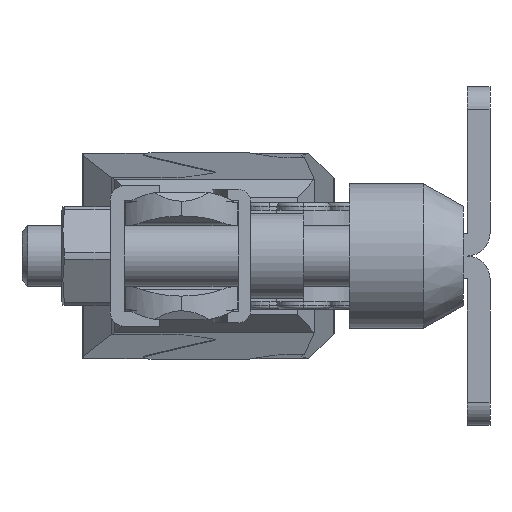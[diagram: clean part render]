
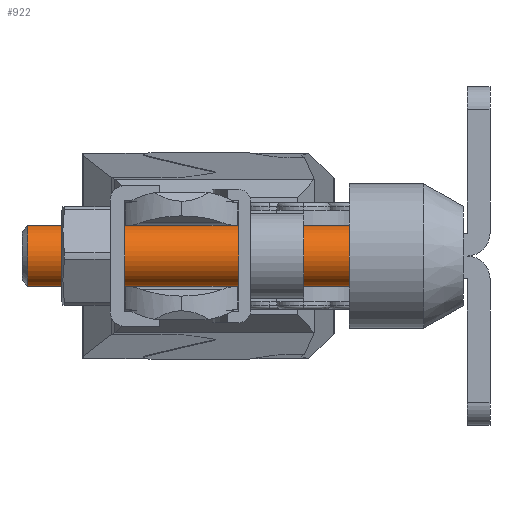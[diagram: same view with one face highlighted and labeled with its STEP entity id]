
A CAD part, left-side view. The second image highlights one B-rep face of the part: STEP entity #922.
In plain terms, the highlighted cylindrical face has radius 4 mm (diameter 8 mm), a partial arc.
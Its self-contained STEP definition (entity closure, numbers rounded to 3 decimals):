
#922=ADVANCED_FACE('NONE',(#1926),#1927,.T.);
#1926=FACE_OUTER_BOUND('',#3173,.T.);
#1927=CYLINDRICAL_SURFACE('',#3174,4.0);
#3173=EDGE_LOOP('',(#6031,#6032,#6033,#6034));
#3174=AXIS2_PLACEMENT_3D('',#6035,#6036,#6037);
#6031=ORIENTED_EDGE('',*,*,#7475,.F.);
#6032=ORIENTED_EDGE('',*,*,#7509,.T.);
#6033=ORIENTED_EDGE('',*,*,#7477,.T.);
#6034=ORIENTED_EDGE('',*,*,#7511,.T.);
#6035=CARTESIAN_POINT('',(-33.0,11.2,0.0));
#6036=DIRECTION('',(0.0,1.0,0.0));
#6037=DIRECTION('',(0.0,0.0,-1.0));
#7475=EDGE_CURVE('NONE',#9120,#9122,#9123,.T.);
#7477=EDGE_CURVE('NONE',#9119,#9124,#9126,.T.);
#7509=EDGE_CURVE('NONE',#9120,#9119,#9170,.T.);
#7511=EDGE_CURVE('NONE',#9124,#9122,#9172,.T.);
#9119=VERTEX_POINT('NONE',#12009);
#9120=VERTEX_POINT('NONE',#12010);
#9122=VERTEX_POINT('NONE',#12012);
#9123=LINE('',#12013,#12014);
#9124=VERTEX_POINT('NONE',#12015);
#9126=LINE('',#12017,#12018);
#9170=CIRCLE('',#12070,4.0);
#9172=CIRCLE('',#12072,4.0);
#12009=CARTESIAN_POINT('',(-33.0,60.733,-4.));
#12010=CARTESIAN_POINT('',(-33.0,60.733,4.));
#12012=CARTESIAN_POINT('',(-33.0,16.5,4.0));
#12013=CARTESIAN_POINT('',(-33.0,11.2,4.0));
#12014=VECTOR('',#13568,1000.0);
#12015=CARTESIAN_POINT('',(-33.0,16.5,-4.0));
#12017=CARTESIAN_POINT('',(-33.0,11.2,-4.0));
#12018=VECTOR('',#13572,1000.0);
#12070=AXIS2_PLACEMENT_3D('',#13617,#13618,#13619);
#12072=AXIS2_PLACEMENT_3D('',#13620,#13621,#13622);
#13568=DIRECTION('',(0.0,-1.0,0.0));
#13572=DIRECTION('',(0.0,-1.0,0.0));
#13617=CARTESIAN_POINT('',(-33.0,60.733,0.0));
#13618=DIRECTION('',(0.0,-1.0,0.0));
#13619=DIRECTION('',(0.0,0.0,-1.0));
#13620=CARTESIAN_POINT('',(-33.0,16.5,0.0));
#13621=DIRECTION('',(0.0,1.0,0.0));
#13622=DIRECTION('',(0.0,0.0,-1.0));
